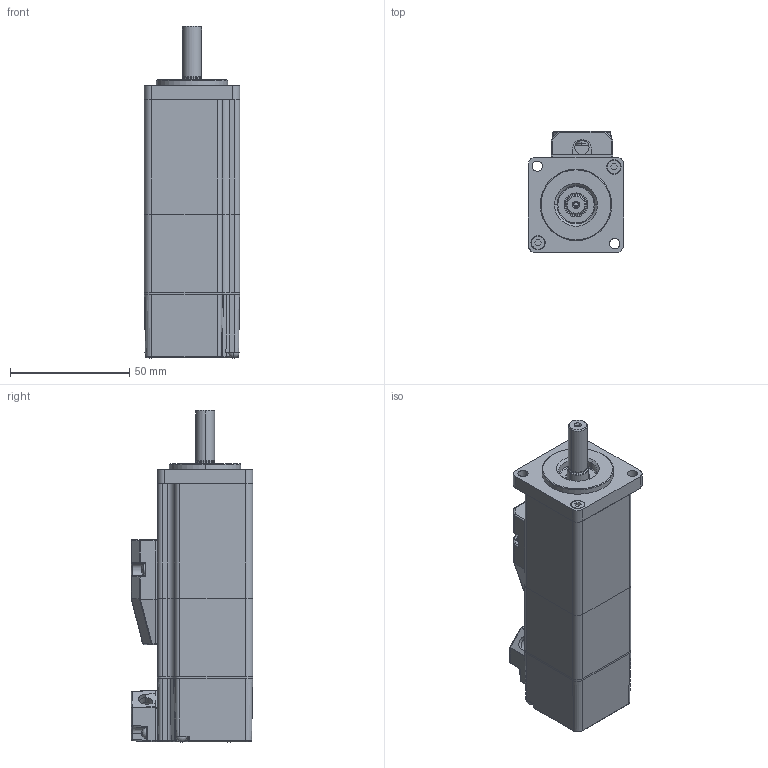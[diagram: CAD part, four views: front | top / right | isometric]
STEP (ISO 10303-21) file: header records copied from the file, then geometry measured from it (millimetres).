
FILE_DESCRIPTION (( 'STEP AP214' ), '1' );
FILE_NAME ('AC52174A1_FRE01102F005.STEP', '2020-12-01T09:32:04', ( '' ), ( '' ), 'SwSTEP 2.0', 'SolidWorks 2015', '' );
FILE_SCHEMA (( 'AUTOMOTIVE_DESIGN' ));
Length unit declared in the file: millimetre
Products named in the file (1): AC52174A1_FRE01102F005
Bounding box: 40 x 51 x 139.45 mm (x, y, z)
Surface area: 30368.2 mm2 (no closed solid volume)
Topology: 0 solids, 23 shells, 512 faces, 1580 edges, 1062 vertices
Faces by surface type: plane 225, cylinder 168, sphere 41, cone 38, torus 22, bspline 18
Entity records: 24420 total; most frequent: CARTESIAN_POINT 4797, DIRECTION 3067, ORIENTED_EDGE 2670, EDGE_CURVE 1541, AXIS2_PLACEMENT_3D 1139, VERTEX_POINT 1052, VECTOR 789, LINE 789
